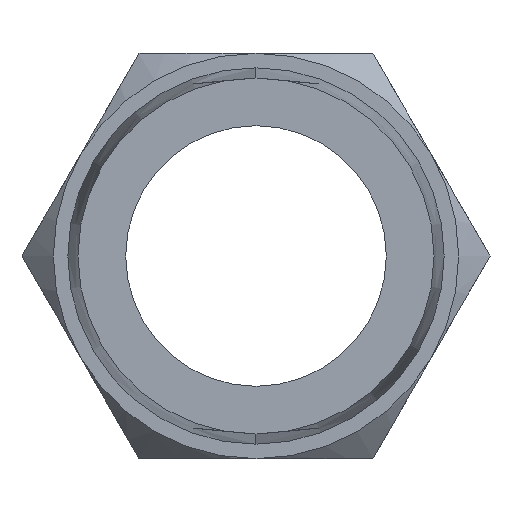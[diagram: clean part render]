
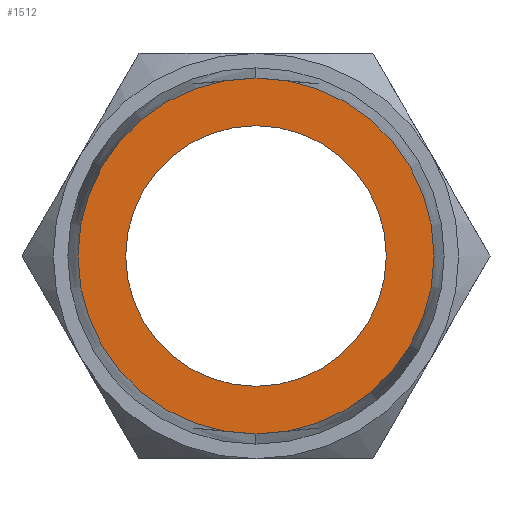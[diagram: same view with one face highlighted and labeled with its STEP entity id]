
A CAD part, left-side view. The second image highlights one B-rep face of the part: STEP entity #1512.
In plain terms, the highlighted planar face has unit normal (-1, 0, 0).
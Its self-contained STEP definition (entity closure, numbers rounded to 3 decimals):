
#27 = DIRECTION ( 'NONE',  ( 0., 0., -1. ) ) ;
#80 = EDGE_LOOP ( 'NONE', ( #5431, #2890 ) ) ;
#235 = DIRECTION ( 'NONE',  ( 0., 0., 1. ) ) ;
#267 = CARTESIAN_POINT ( 'NONE',  ( 0., 0., 0. ) ) ;
#358 = AXIS2_PLACEMENT_3D ( 'NONE', #2407, #457, #548 ) ;
#457 = DIRECTION ( 'NONE',  ( 1., 0., 0. ) ) ;
#534 = ORIENTED_EDGE ( 'NONE', *, *, #2982, .T. ) ;
#548 = DIRECTION ( 'NONE',  ( 0., 0., -1. ) ) ;
#621 = CARTESIAN_POINT ( 'NONE',  ( 0., 0., 6.15 ) ) ;
#655 = CARTESIAN_POINT ( 'NONE',  ( 0., 0., 0. ) ) ;
#693 = DIRECTION ( 'NONE',  ( -1., 0., 0. ) ) ;
#983 = PLANE ( 'NONE',  #3024 ) ;
#1107 = VERTEX_POINT ( 'NONE', #4211 ) ;
#1311 = CARTESIAN_POINT ( 'NONE',  ( 0., 0., 0. ) ) ;
#1400 = CIRCLE ( 'NONE', #1601, 4.5 ) ;
#1500 = CARTESIAN_POINT ( 'NONE',  ( 0., 0., 0. ) ) ;
#1512 = ADVANCED_FACE ( 'NONE', ( #5733, #1908 ), #983, .F. ) ;
#1601 = AXIS2_PLACEMENT_3D ( 'NONE', #1311, #6008, #1777 ) ;
#1714 = VERTEX_POINT ( 'NONE', #5015 ) ;
#1777 = DIRECTION ( 'NONE',  ( 0., 0., -1. ) ) ;
#1908 = FACE_OUTER_BOUND ( 'NONE', #4699, .T. ) ;
#2407 = CARTESIAN_POINT ( 'NONE',  ( 0., 0., 0. ) ) ;
#2422 = CARTESIAN_POINT ( 'NONE',  ( 0., 0., -6.15 ) ) ;
#2848 = DIRECTION ( 'NONE',  ( 1., 0., 0. ) ) ;
#2890 = ORIENTED_EDGE ( 'NONE', *, *, #5310, .T. ) ;
#2982 = EDGE_CURVE ( 'NONE', #3600, #3014, #5084, .T. ) ;
#3014 = VERTEX_POINT ( 'NONE', #2422 ) ;
#3024 = AXIS2_PLACEMENT_3D ( 'NONE', #1500, #2848, #27 ) ;
#3223 = AXIS2_PLACEMENT_3D ( 'NONE', #655, #3968, #5288 ) ;
#3251 = EDGE_CURVE ( 'NONE', #1714, #1107, #6069, .T. ) ;
#3415 = EDGE_CURVE ( 'NONE', #3014, #3600, #4696, .T. ) ;
#3600 = VERTEX_POINT ( 'NONE', #621 ) ;
#3968 = DIRECTION ( 'NONE',  ( -1., 0., 0. ) ) ;
#4211 = CARTESIAN_POINT ( 'NONE',  ( 0., 0., -4.5 ) ) ;
#4429 = ORIENTED_EDGE ( 'NONE', *, *, #3415, .T. ) ;
#4696 = CIRCLE ( 'NONE', #4995, 6.15 ) ;
#4699 = EDGE_LOOP ( 'NONE', ( #4429, #534 ) ) ;
#4995 = AXIS2_PLACEMENT_3D ( 'NONE', #267, #693, #235 ) ;
#5015 = CARTESIAN_POINT ( 'NONE',  ( 0., 0., 4.5 ) ) ;
#5084 = CIRCLE ( 'NONE', #3223, 6.15 ) ;
#5288 = DIRECTION ( 'NONE',  ( 0., 0., 1. ) ) ;
#5310 = EDGE_CURVE ( 'NONE', #1107, #1714, #1400, .T. ) ;
#5431 = ORIENTED_EDGE ( 'NONE', *, *, #3251, .T. ) ;
#5733 = FACE_BOUND ( 'NONE', #80, .T. ) ;
#6008 = DIRECTION ( 'NONE',  ( 1., 0., 0. ) ) ;
#6069 = CIRCLE ( 'NONE', #358, 4.5 ) ;
